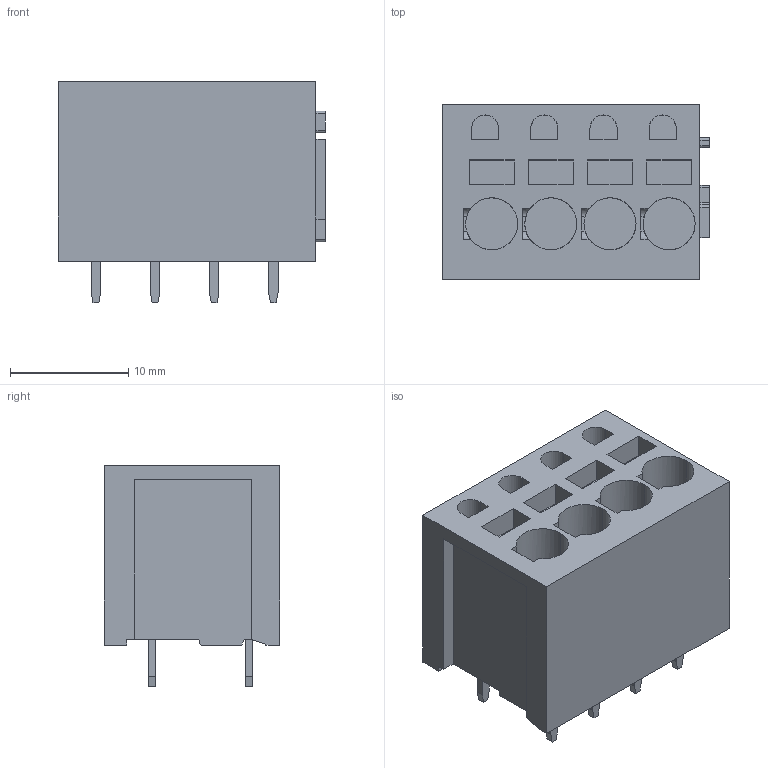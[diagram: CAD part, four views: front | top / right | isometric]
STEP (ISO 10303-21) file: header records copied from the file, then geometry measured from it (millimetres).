
FILE_DESCRIPTION(('CATIA V5 STEP Exchange','CAx-IF Rec.Pracs.--- Model Styling and Organization---1.4--- 2014-01-23'),'2;1');
FILE_NAME ('184887-3_3', '2022-08-11T06:48:21+00:00', ('none'), ('Weidmueller'), 'CATIA Version 5-6 Release 2016 SP3 HF44', 'CATIA V5 STEP AP214', 'none');
FILE_SCHEMA(('AUTOMOTIVE_DESIGN { 1 0 10303 214 1 1 1 1 }'));
Length unit declared in the file: millimetre
Products named in the file (1): 1425560000
Bounding box: 22.65 x 14.8 x 18.7 mm (x, y, z)
Volume: 4234 mm3; surface area: 2555.5 mm2
Topology: 9 solids, 9 shells, 192 faces, 477 edges, 318 vertices
Faces by surface type: plane 157, cylinder 35
Entity records: 5597 total; most frequent: CARTESIAN_POINT 1023, ORIENTED_EDGE 954, DIRECTION 774, EDGE_CURVE 477, VECTOR 399, LINE 399, VERTEX_POINT 318, AXIS2_PLACEMENT_3D 222
